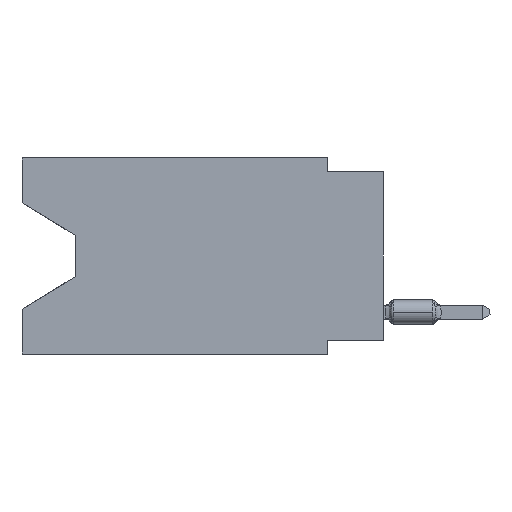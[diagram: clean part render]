
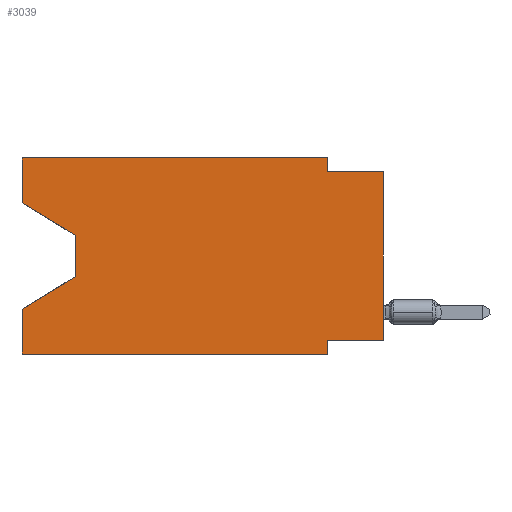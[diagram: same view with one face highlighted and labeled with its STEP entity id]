
A CAD part, left-side view. The second image highlights one B-rep face of the part: STEP entity #3039.
In plain terms, the highlighted planar face has unit normal (-1, 0, 0).
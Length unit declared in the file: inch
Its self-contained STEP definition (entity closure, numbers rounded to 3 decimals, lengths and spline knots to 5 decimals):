
#18 = DIRECTION ( 'NONE',  ( 0., 0., 1. ) ) ;
#129 = DIRECTION ( 'NONE',  ( 0., 0.855, -0.519 ) ) ;
#439 = VECTOR ( 'NONE', #16290, 39.37008 ) ;
#473 = VERTEX_POINT ( 'NONE', #4084 ) ;
#618 = VERTEX_POINT ( 'NONE', #10574 ) ;
#702 = VERTEX_POINT ( 'NONE', #15543 ) ;
#755 = EDGE_CURVE ( 'NONE', #7511, #473, #9566, .T. ) ;
#820 = DIRECTION ( 'NONE',  ( 0., 0., -1. ) ) ;
#889 = VECTOR ( 'NONE', #2611, 39.37008 ) ;
#1140 = VECTOR ( 'NONE', #15099, 39.37008 ) ;
#1469 = CARTESIAN_POINT ( 'NONE',  ( 0., 0.645, -0.08025 ) ) ;
#2053 = VERTEX_POINT ( 'NONE', #3862 ) ;
#2382 = CARTESIAN_POINT ( 'NONE',  ( 0., 0.645, -0.35 ) ) ;
#2561 = VECTOR ( 'NONE', #6254, 39.37008 ) ;
#2611 = DIRECTION ( 'NONE',  ( 0., 0., -1. ) ) ;
#2788 = VECTOR ( 'NONE', #16351, 39.37008 ) ;
#2982 = EDGE_CURVE ( 'NONE', #14965, #9755, #3500, .T. ) ;
#3039 = ADVANCED_FACE ( 'NONE', ( #13973 ), #12788, .F. ) ;
#3138 = ORIENTED_EDGE ( 'NONE', *, *, #2982, .T. ) ;
#3274 = EDGE_CURVE ( 'NONE', #702, #473, #9986, .T. ) ;
#3318 = EDGE_CURVE ( 'NONE', #702, #13608, #7410, .T. ) ;
#3500 = LINE ( 'NONE', #12620, #2561 ) ;
#3532 = VERTEX_POINT ( 'NONE', #13119 ) ;
#3635 = CARTESIAN_POINT ( 'NONE',  ( 0., 0.645, 0. ) ) ;
#3862 = CARTESIAN_POINT ( 'NONE',  ( 0., 0.1, -0.025 ) ) ;
#4084 = CARTESIAN_POINT ( 'NONE',  ( 0., 0.1, -0.35 ) ) ;
#4326 = EDGE_LOOP ( 'NONE', ( #7898, #13652, #14355, #14657, #11425, #4483, #6754, #3138, #6758, #15343, #13142, #15465 ) ) ;
#4335 = LINE ( 'NONE', #1469, #6092 ) ;
#4412 = VECTOR ( 'NONE', #14645, 39.37008 ) ;
#4458 = CARTESIAN_POINT ( 'NONE',  ( 0., 0.645, 0. ) ) ;
#4483 = ORIENTED_EDGE ( 'NONE', *, *, #755, .F. ) ;
#4708 = AXIS2_PLACEMENT_3D ( 'NONE', #12960, #11599, #15394 ) ;
#4727 = VERTEX_POINT ( 'NONE', #5725 ) ;
#5138 = LINE ( 'NONE', #6640, #889 ) ;
#5725 = CARTESIAN_POINT ( 'NONE',  ( 0., 0.55, -0.212 ) ) ;
#6034 = CARTESIAN_POINT ( 'NONE',  ( 0., 0., -0.325 ) ) ;
#6092 = VECTOR ( 'NONE', #14565, 39.37008 ) ;
#6254 = DIRECTION ( 'NONE',  ( 0., 0., 1. ) ) ;
#6387 = VERTEX_POINT ( 'NONE', #13179 ) ;
#6409 = CARTESIAN_POINT ( 'NONE',  ( 0., 0.55, -0.138 ) ) ;
#6640 = CARTESIAN_POINT ( 'NONE',  ( 0., 0.1, 0. ) ) ;
#6754 = ORIENTED_EDGE ( 'NONE', *, *, #13252, .F. ) ;
#6758 = ORIENTED_EDGE ( 'NONE', *, *, #15695, .F. ) ;
#7118 = CARTESIAN_POINT ( 'NONE',  ( 0., 0., -0.325 ) ) ;
#7192 = LINE ( 'NONE', #6409, #12825 ) ;
#7201 = EDGE_CURVE ( 'NONE', #618, #6387, #4335, .T. ) ;
#7224 = DIRECTION ( 'NONE',  ( 0., 0., -1. ) ) ;
#7324 = DIRECTION ( 'NONE',  ( 0., 0., 1. ) ) ;
#7410 = LINE ( 'NONE', #3635, #9540 ) ;
#7511 = VERTEX_POINT ( 'NONE', #8991 ) ;
#7898 = ORIENTED_EDGE ( 'NONE', *, *, #7201, .T. ) ;
#8455 = CARTESIAN_POINT ( 'NONE',  ( 0., 0.645, -0.26975 ) ) ;
#8991 = CARTESIAN_POINT ( 'NONE',  ( 0., 0.1, -0.325 ) ) ;
#9216 = CARTESIAN_POINT ( 'NONE',  ( 0., 0.1, 0. ) ) ;
#9264 = EDGE_CURVE ( 'NONE', #6387, #4727, #7192, .T. ) ;
#9540 = VECTOR ( 'NONE', #7324, 39.37008 ) ;
#9566 = LINE ( 'NONE', #12009, #15210 ) ;
#9755 = VERTEX_POINT ( 'NONE', #14276 ) ;
#9918 = LINE ( 'NONE', #16454, #15657 ) ;
#9986 = LINE ( 'NONE', #2382, #439 ) ;
#10524 = LINE ( 'NONE', #15493, #13904 ) ;
#10574 = CARTESIAN_POINT ( 'NONE',  ( 0., 0.645, -0.08025 ) ) ;
#10613 = EDGE_CURVE ( 'NONE', #4727, #13608, #10524, .T. ) ;
#11425 = ORIENTED_EDGE ( 'NONE', *, *, #3274, .T. ) ;
#11599 = DIRECTION ( 'NONE',  ( 1., 0., 0. ) ) ;
#12009 = CARTESIAN_POINT ( 'NONE',  ( 0., 0.1, -0.35 ) ) ;
#12396 = LINE ( 'NONE', #6034, #1140 ) ;
#12620 = CARTESIAN_POINT ( 'NONE',  ( 0., 0., 0. ) ) ;
#12788 = PLANE ( 'NONE',  #4708 ) ;
#12825 = VECTOR ( 'NONE', #820, 39.37008 ) ;
#12942 = EDGE_CURVE ( 'NONE', #14723, #2053, #5138, .T. ) ;
#12960 = CARTESIAN_POINT ( 'NONE',  ( 0., 0.645, 0. ) ) ;
#13119 = CARTESIAN_POINT ( 'NONE',  ( 0., 0.645, 0. ) ) ;
#13142 = ORIENTED_EDGE ( 'NONE', *, *, #15926, .F. ) ;
#13179 = CARTESIAN_POINT ( 'NONE',  ( 0., 0.55, -0.138 ) ) ;
#13252 = EDGE_CURVE ( 'NONE', #14965, #7511, #12396, .T. ) ;
#13453 = LINE ( 'NONE', #13610, #4412 ) ;
#13608 = VERTEX_POINT ( 'NONE', #8455 ) ;
#13610 = CARTESIAN_POINT ( 'NONE',  ( 0., 0., -0.025 ) ) ;
#13652 = ORIENTED_EDGE ( 'NONE', *, *, #9264, .T. ) ;
#13904 = VECTOR ( 'NONE', #129, 39.37008 ) ;
#13973 = FACE_OUTER_BOUND ( 'NONE', #4326, .T. ) ;
#14170 = EDGE_CURVE ( 'NONE', #618, #3532, #9918, .T. ) ;
#14276 = CARTESIAN_POINT ( 'NONE',  ( 0., 0., -0.025 ) ) ;
#14355 = ORIENTED_EDGE ( 'NONE', *, *, #10613, .T. ) ;
#14565 = DIRECTION ( 'NONE',  ( 0., -0.855, -0.519 ) ) ;
#14612 = LINE ( 'NONE', #4458, #2788 ) ;
#14645 = DIRECTION ( 'NONE',  ( 0., -1., 0. ) ) ;
#14657 = ORIENTED_EDGE ( 'NONE', *, *, #3318, .F. ) ;
#14723 = VERTEX_POINT ( 'NONE', #9216 ) ;
#14965 = VERTEX_POINT ( 'NONE', #7118 ) ;
#15099 = DIRECTION ( 'NONE',  ( 0., 1., 0. ) ) ;
#15210 = VECTOR ( 'NONE', #7224, 39.37008 ) ;
#15343 = ORIENTED_EDGE ( 'NONE', *, *, #12942, .F. ) ;
#15394 = DIRECTION ( 'NONE',  ( 0., 0., -1. ) ) ;
#15465 = ORIENTED_EDGE ( 'NONE', *, *, #14170, .F. ) ;
#15493 = CARTESIAN_POINT ( 'NONE',  ( 0., 0.55, -0.212 ) ) ;
#15543 = CARTESIAN_POINT ( 'NONE',  ( 0., 0.645, -0.35 ) ) ;
#15657 = VECTOR ( 'NONE', #18, 39.37008 ) ;
#15695 = EDGE_CURVE ( 'NONE', #2053, #9755, #13453, .T. ) ;
#15926 = EDGE_CURVE ( 'NONE', #3532, #14723, #14612, .T. ) ;
#16290 = DIRECTION ( 'NONE',  ( 0., -1., 0. ) ) ;
#16351 = DIRECTION ( 'NONE',  ( 0., -1., 0. ) ) ;
#16454 = CARTESIAN_POINT ( 'NONE',  ( 0., 0.645, 0. ) ) ;
